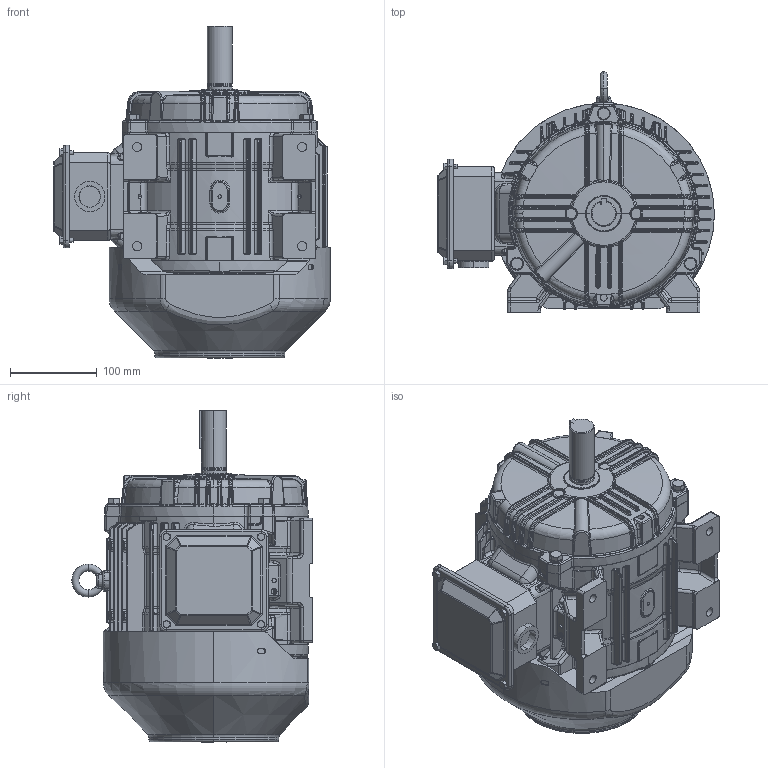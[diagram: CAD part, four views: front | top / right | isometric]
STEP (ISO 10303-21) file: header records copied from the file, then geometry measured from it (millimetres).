
FILE_DESCRIPTION (( 'STEP AP214' ), '1' );
FILE_NAME ('SS620855-182T_Rev00 r1 Nice Coord.STEP', '2021-04-05T17:46:38', ( '' ), ( '' ), 'SwSTEP 2.0', 'SolidWorks 2017', '' );
FILE_SCHEMA (( 'AUTOMOTIVE_DESIGN' ));
Products named in the file (1): SS620855-182T_Rev00 r1 Nice Coord
Bounding box: 319.4 x 277.54 x 383.15 mm (x, y, z)
Volume: 12963987.1 mm3; surface area: 501145.3 mm2
Topology: 1 solids, 1 shells, 4870 faces, 11707 edges, 6936 vertices
Faces by surface type: bspline 1778, cylinder 1635, plane 693, torus 359, cone 258, sphere 147
Entity records: 215604 total; most frequent: CARTESIAN_POINT 116062, ORIENTED_EDGE 23236, DIRECTION 17857, EDGE_CURVE 11618, AXIS2_PLACEMENT_3D 7562, VERTEX_POINT 6932, EDGE_LOOP 5070, ADVANCED_FACE 4870
